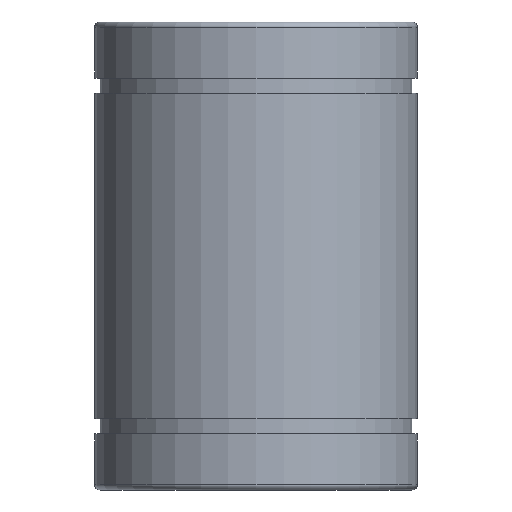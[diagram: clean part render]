
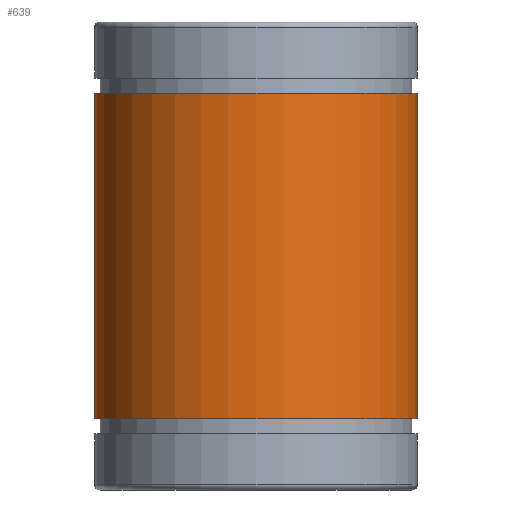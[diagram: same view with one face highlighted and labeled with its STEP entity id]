
A CAD part, front view. The second image highlights one B-rep face of the part: STEP entity #639.
In plain terms, the highlighted cylindrical face has radius 20 mm (diameter 40 mm), a partial arc.
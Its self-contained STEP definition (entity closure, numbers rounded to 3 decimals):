
#3 = EDGE_CURVE ( 'NONE', #469, #470, #796, .T. ) ;
#9 = EDGE_CURVE ( 'NONE', #468, #469, #798, .T. ) ;
#12 = ORIENTED_EDGE ( 'NONE', *, *, #22, .T. ) ;
#14 = ORIENTED_EDGE ( 'NONE', *, *, #419, .T. ) ;
#15 = ORIENTED_EDGE ( 'NONE', *, *, #9, .F. ) ;
#16 = ORIENTED_EDGE ( 'NONE', *, *, #3, .F. ) ;
#22 = EDGE_CURVE ( 'NONE', #468, #467, #806, .T. ) ;
#58 = EDGE_LOOP ( 'NONE', ( #15, #12, #14, #16 ) ) ;
#157 = CARTESIAN_POINT ( 'NONE',  ( 20., 0., 29. ) ) ;
#158 = DIRECTION ( 'NONE',  ( 0., 0., 1. ) ) ;
#195 = CARTESIAN_POINT ( 'NONE',  ( 20., 0., -20.2 ) ) ;
#196 = CARTESIAN_POINT ( 'NONE',  ( -20., 0., -20.2 ) ) ;
#197 = CARTESIAN_POINT ( 'NONE',  ( -20., 0., 20.2 ) ) ;
#198 = CARTESIAN_POINT ( 'NONE',  ( 20., 0., 20.2 ) ) ;
#316 = DIRECTION ( 'NONE',  ( 1., 0., 0. ) ) ;
#317 = DIRECTION ( 'NONE',  ( 0., 0., 1. ) ) ;
#318 = CARTESIAN_POINT ( 'NONE',  ( 0., 0., 29. ) ) ;
#404 = DIRECTION ( 'NONE',  ( 0., 0., 1. ) ) ;
#405 = CARTESIAN_POINT ( 'NONE',  ( 0., 0., -20.2 ) ) ;
#406 = DIRECTION ( 'NONE',  ( 1., 0., 0. ) ) ;
#419 = EDGE_CURVE ( 'NONE', #467, #470, #861, .T. ) ;
#435 = CARTESIAN_POINT ( 'NONE',  ( -20., 0., 29. ) ) ;
#467 = VERTEX_POINT ( 'NONE', #195 ) ;
#468 = VERTEX_POINT ( 'NONE', #196 ) ;
#469 = VERTEX_POINT ( 'NONE', #197 ) ;
#470 = VERTEX_POINT ( 'NONE', #198 ) ;
#476 = CARTESIAN_POINT ( 'NONE',  ( 0., 0., 20.2 ) ) ;
#477 = DIRECTION ( 'NONE',  ( 0., 0., 1. ) ) ;
#478 = DIRECTION ( 'NONE',  ( 1., 0., 0. ) ) ;
#486 = DIRECTION ( 'NONE',  ( 0., 0., 1. ) ) ;
#503 = AXIS2_PLACEMENT_3D ( 'NONE', #476, #477, #478 ) ;
#509 = AXIS2_PLACEMENT_3D ( 'NONE', #405, #404, #406 ) ;
#584 = AXIS2_PLACEMENT_3D ( 'NONE', #318, #317, #316 ) ;
#639 = ADVANCED_FACE ( 'NONE', ( #963 ), #966, .T. ) ;
#793 = VECTOR ( 'NONE', #486, 1000. ) ;
#796 = CIRCLE ( 'NONE', #503, 20. ) ;
#798 = LINE ( 'NONE', #435, #793 ) ;
#806 = CIRCLE ( 'NONE', #509, 20. ) ;
#861 = LINE ( 'NONE', #157, #862 ) ;
#862 = VECTOR ( 'NONE', #158, 1000. ) ;
#963 = FACE_OUTER_BOUND ( 'NONE', #58, .T. ) ;
#966 = CYLINDRICAL_SURFACE ( 'NONE', #584, 20. ) ;
